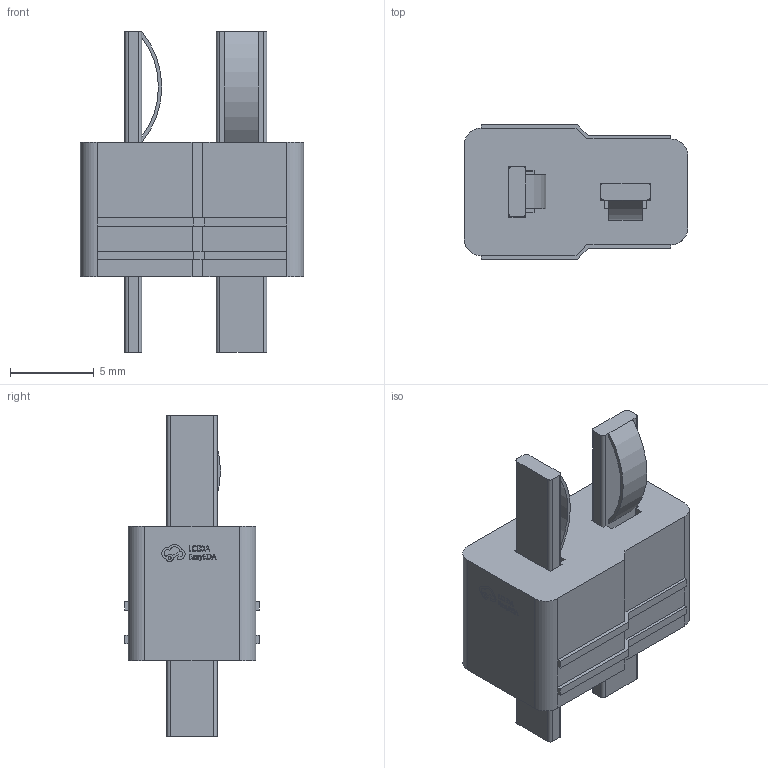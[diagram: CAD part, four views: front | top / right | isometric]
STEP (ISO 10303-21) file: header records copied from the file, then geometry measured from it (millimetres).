
FILE_DESCRIPTION(/* description */ (''),/* implementation_level */ '2;1');
FILE_NAME(/* name */ 'CONN-TH_AM-1015B-M.step',/* time_stamp */ '2023-05-04T23:35:32+08:00',/* author */ (''),/* organization */ (''),/* preprocessor_version */ 'ST-DEVELOPER v19.2',/* originating_system */ 'Autodesk Translation Framework v12.4.0.73',/* authorisation */ '');
FILE_SCHEMA (('AUTOMOTIVE_DESIGN { 1 0 10303 214 3 1 1 }'));
Length unit declared in the file: millimetre
Products named in the file (3): CN2; CONN-TH_AM-1015B-M; COMPOUND (2)
Assembly tree (2 placements, depth 3):
  CN2
    CONN-TH_AM-1015B-M
      COMPOUND (2)
Bounding box: 13.3 x 8 x 19.1 mm (x, y, z)
Volume: 760.3 mm3; surface area: 1021.1 mm2
Topology: 16 solids, 16 shells, 401 faces, 1069 edges, 706 vertices
Faces by surface type: plane 269, bspline 112, cylinder 20
Entity records: 14058 total; most frequent: CARTESIAN_POINT 4021, ORIENTED_EDGE 2138, DIRECTION 1641, EDGE_CURVE 1069, LINE 805, VECTOR 805, VERTEX_POINT 706, EDGE_LOOP 427
